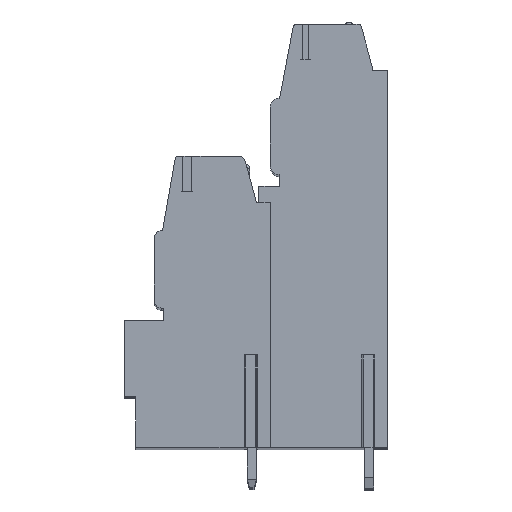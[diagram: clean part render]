
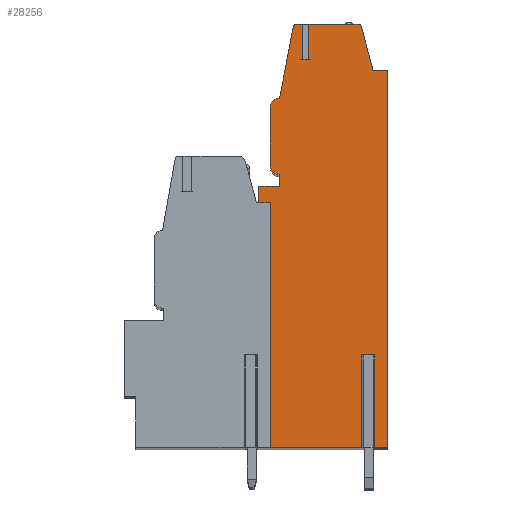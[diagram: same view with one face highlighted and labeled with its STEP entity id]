
A CAD part, top view. The second image highlights one B-rep face of the part: STEP entity #28256.
In plain terms, the highlighted planar face has unit normal (0, 0, 1).
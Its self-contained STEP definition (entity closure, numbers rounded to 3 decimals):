
#13=DIRECTION('',(0.,1.,0.));
#14=VECTOR('',#13,14.45);
#15=CARTESIAN_POINT('',(1.,-19.1,99.06));
#16=LINE('',#15,#14);
#17=DIRECTION('',(0.,-1.,0.));
#18=VECTOR('',#17,1.45);
#19=CARTESIAN_POINT('',(0.,3.5,99.06));
#20=LINE('',#19,#18);
#21=DIRECTION('',(-1.,0.,0.));
#22=VECTOR('',#21,1.8);
#23=CARTESIAN_POINT('',(1.8,3.5,99.06));
#24=LINE('',#23,#22);
#25=DIRECTION('',(0.,-1.,0.));
#26=VECTOR('',#25,1.);
#27=CARTESIAN_POINT('',(1.8,4.5,99.06));
#28=LINE('',#27,#26);
#29=CARTESIAN_POINT('',(1.8,5.3,99.06));
#30=DIRECTION('',(0.,0.,1.));
#31=DIRECTION('',(-1.,0.,0.));
#32=AXIS2_PLACEMENT_3D('',#29,#30,#31);
#34=DIRECTION('',(0.,-1.,0.));
#35=VECTOR('',#34,5.);
#36=CARTESIAN_POINT('',(1.,10.3,99.06));
#37=LINE('',#36,#35);
#38=CARTESIAN_POINT('',(1.8,10.3,99.06));
#39=DIRECTION('',(0.,0.,1.));
#40=DIRECTION('',(0.,1.,0.));
#41=AXIS2_PLACEMENT_3D('',#38,#39,#40);
#43=DIRECTION('',(-0.186,-0.983,0.));
#44=VECTOR('',#43,6.265);
#45=CARTESIAN_POINT('',(2.964,17.256,99.06));
#46=LINE('',#45,#44);
#47=CARTESIAN_POINT('',(3.259,17.2,99.06));
#48=DIRECTION('',(0.,0.,1.));
#49=DIRECTION('',(0.,1.,0.));
#50=AXIS2_PLACEMENT_3D('',#47,#48,#49);
#52=DIRECTION('',(-1.,0.,0.));
#53=VECTOR('',#52,0.551);
#54=CARTESIAN_POINT('',(3.81,17.5,99.06));
#55=LINE('',#54,#53);
#56=DIRECTION('',(0.,-1.,0.));
#57=VECTOR('',#56,3.05);
#58=CARTESIAN_POINT('',(3.81,17.5,99.06));
#59=LINE('',#58,#57);
#60=DIRECTION('',(1.,0.,0.));
#61=VECTOR('',#60,0.5);
#62=CARTESIAN_POINT('',(3.81,14.45,99.06));
#63=LINE('',#62,#61);
#64=DIRECTION('',(0.,-1.,0.));
#65=VECTOR('',#64,3.05);
#66=CARTESIAN_POINT('',(4.31,17.5,99.06));
#67=LINE('',#66,#65);
#68=DIRECTION('',(-1.,0.,0.));
#69=VECTOR('',#68,4.27);
#70=CARTESIAN_POINT('',(8.58,17.5,99.06));
#71=LINE('',#70,#69);
#72=CARTESIAN_POINT('',(8.58,17.2,99.06));
#73=DIRECTION('',(0.,0.,1.));
#74=DIRECTION('',(0.965,0.261,0.));
#75=AXIS2_PLACEMENT_3D('',#72,#73,#74);
#77=DIRECTION('',(-0.261,0.965,0.));
#78=VECTOR('',#77,3.539);
#79=CARTESIAN_POINT('',(9.792,13.861,99.06));
#80=LINE('',#79,#78);
#81=DIRECTION('',(-0.035,0.999,0.));
#82=VECTOR('',#81,0.361);
#83=CARTESIAN_POINT('',(9.805,13.5,99.06));
#84=LINE('',#83,#82);
#85=DIRECTION('',(-1.,0.,0.));
#86=VECTOR('',#85,1.355);
#87=CARTESIAN_POINT('',(11.16,13.5,99.06));
#88=LINE('',#87,#86);
#89=DIRECTION('',(0.,1.,0.));
#90=VECTOR('',#89,32.6);
#91=CARTESIAN_POINT('',(11.16,-19.1,99.06));
#92=LINE('',#91,#90);
#93=DIRECTION('',(1.,0.,0.));
#94=VECTOR('',#93,1.39);
#95=CARTESIAN_POINT('',(9.77,-19.1,99.06));
#96=LINE('',#95,#94);
#97=DIRECTION('',(0.,1.,0.));
#98=VECTOR('',#97,8.);
#99=CARTESIAN_POINT('',(9.77,-19.1,99.06));
#100=LINE('',#99,#98);
#101=DIRECTION('',(-1.,0.,0.));
#102=VECTOR('',#101,0.62);
#103=CARTESIAN_POINT('',(9.77,-11.1,99.06));
#104=LINE('',#103,#102);
#105=DIRECTION('',(0.,1.,0.));
#106=VECTOR('',#105,8.);
#107=CARTESIAN_POINT('',(9.15,-19.1,99.06));
#108=LINE('',#107,#106);
#109=DIRECTION('',(1.,0.,0.));
#110=VECTOR('',#109,8.15);
#111=CARTESIAN_POINT('',(1.,-19.1,99.06));
#112=LINE('',#111,#110);
#133=DIRECTION('',(-1.,0.,0.));
#134=VECTOR('',#133,1.195);
#135=CARTESIAN_POINT('',(1.,-4.65,99.06));
#136=LINE('',#135,#134);
#141=DIRECTION('',(-1.,0.,0.));
#142=VECTOR('',#141,0.195);
#143=CARTESIAN_POINT('',(0.,2.05,99.06));
#144=LINE('',#143,#142);
#941=DIRECTION('',(0.,-1.,0.));
#942=VECTOR('',#941,6.7);
#943=CARTESIAN_POINT('',(-0.195,2.05,99.06));
#944=LINE('',#943,#942);
#22201=CARTESIAN_POINT('',(11.16,-19.1,99.06));
#22202=CARTESIAN_POINT('',(11.16,13.5,99.06));
#22203=VERTEX_POINT('',#22201);
#22204=VERTEX_POINT('',#22202);
#22205=CARTESIAN_POINT('',(9.805,13.5,99.06));
#22206=VERTEX_POINT('',#22205);
#22207=CARTESIAN_POINT('',(9.792,13.861,99.06));
#22208=VERTEX_POINT('',#22207);
#22209=CARTESIAN_POINT('',(8.87,17.278,99.06));
#22210=VERTEX_POINT('',#22209);
#22211=CARTESIAN_POINT('',(8.58,17.5,99.06));
#22212=VERTEX_POINT('',#22211);
#22213=CARTESIAN_POINT('',(3.259,17.5,99.06));
#22214=CARTESIAN_POINT('',(2.964,17.256,99.06));
#22215=VERTEX_POINT('',#22213);
#22216=VERTEX_POINT('',#22214);
#22217=CARTESIAN_POINT('',(1.8,11.1,99.06));
#22218=VERTEX_POINT('',#22217);
#22219=CARTESIAN_POINT('',(1.,10.3,99.06));
#22220=VERTEX_POINT('',#22219);
#22221=CARTESIAN_POINT('',(1.,5.3,99.06));
#22222=VERTEX_POINT('',#22221);
#22223=CARTESIAN_POINT('',(1.8,4.5,99.06));
#22224=VERTEX_POINT('',#22223);
#22225=CARTESIAN_POINT('',(1.8,3.5,99.06));
#22226=VERTEX_POINT('',#22225);
#22227=CARTESIAN_POINT('',(0.,3.5,99.06));
#22228=VERTEX_POINT('',#22227);
#22333=CARTESIAN_POINT('',(1.,-19.1,99.06));
#22334=VERTEX_POINT('',#22333);
#22359=CARTESIAN_POINT('',(9.77,-11.1,99.06));
#22360=CARTESIAN_POINT('',(9.15,-11.1,99.06));
#22361=VERTEX_POINT('',#22359);
#22362=VERTEX_POINT('',#22360);
#22363=CARTESIAN_POINT('',(9.77,-19.1,99.06));
#22364=VERTEX_POINT('',#22363);
#22365=CARTESIAN_POINT('',(9.15,-19.1,99.06));
#22366=VERTEX_POINT('',#22365);
#22403=CARTESIAN_POINT('',(3.81,14.45,99.06));
#22404=CARTESIAN_POINT('',(4.31,14.45,99.06));
#22405=VERTEX_POINT('',#22403);
#22406=VERTEX_POINT('',#22404);
#22407=CARTESIAN_POINT('',(4.31,17.5,99.06));
#22408=VERTEX_POINT('',#22407);
#22409=CARTESIAN_POINT('',(3.81,17.5,99.06));
#22410=VERTEX_POINT('',#22409);
#22795=CARTESIAN_POINT('',(-0.195,-4.65,99.06));
#22797=VERTEX_POINT('',#22795);
#22799=CARTESIAN_POINT('',(0.,2.05,99.06));
#22800=CARTESIAN_POINT('',(-0.195,2.05,99.06));
#22801=VERTEX_POINT('',#22799);
#22802=VERTEX_POINT('',#22800);
#22807=CARTESIAN_POINT('',(1.,-4.65,99.06));
#22809=VERTEX_POINT('',#22807);
#28195=CARTESIAN_POINT('',(0.,0.,99.06));
#28196=DIRECTION('',(0.,0.,1.));
#28197=DIRECTION('',(1.,0.,0.));
#28198=AXIS2_PLACEMENT_3D('',#28195,#28196,#28197);
#28199=PLANE('',#28198);
#28201=ORIENTED_EDGE('',*,*,#28200,.T.);
#28203=ORIENTED_EDGE('',*,*,#28202,.T.);
#28205=ORIENTED_EDGE('',*,*,#28204,.F.);
#28207=ORIENTED_EDGE('',*,*,#28206,.F.);
#28209=ORIENTED_EDGE('',*,*,#28208,.F.);
#28211=ORIENTED_EDGE('',*,*,#28210,.F.);
#28213=ORIENTED_EDGE('',*,*,#28212,.F.);
#28215=ORIENTED_EDGE('',*,*,#28214,.F.);
#28217=ORIENTED_EDGE('',*,*,#28216,.F.);
#28219=ORIENTED_EDGE('',*,*,#28218,.F.);
#28221=ORIENTED_EDGE('',*,*,#28220,.F.);
#28223=ORIENTED_EDGE('',*,*,#28222,.F.);
#28225=ORIENTED_EDGE('',*,*,#28224,.F.);
#28227=ORIENTED_EDGE('',*,*,#28226,.T.);
#28229=ORIENTED_EDGE('',*,*,#28228,.T.);
#28231=ORIENTED_EDGE('',*,*,#28230,.F.);
#28233=ORIENTED_EDGE('',*,*,#28232,.F.);
#28235=ORIENTED_EDGE('',*,*,#28234,.F.);
#28237=ORIENTED_EDGE('',*,*,#28236,.F.);
#28239=ORIENTED_EDGE('',*,*,#28238,.F.);
#28241=ORIENTED_EDGE('',*,*,#28240,.F.);
#28243=ORIENTED_EDGE('',*,*,#28242,.F.);
#28245=ORIENTED_EDGE('',*,*,#28244,.F.);
#28247=ORIENTED_EDGE('',*,*,#28246,.T.);
#28249=ORIENTED_EDGE('',*,*,#28248,.T.);
#28251=ORIENTED_EDGE('',*,*,#28250,.F.);
#28253=ORIENTED_EDGE('',*,*,#28252,.F.);
#28254=EDGE_LOOP('',(#28201,#28203,#28205,#28207,#28209,#28211,#28213,#28215,
#28217,#28219,#28221,#28223,#28225,#28227,#28229,#28231,#28233,#28235,#28237,
#28239,#28241,#28243,#28245,#28247,#28249,#28251,#28253));
#28255=FACE_OUTER_BOUND('',#28254,.F.);
#33=CIRCLE('',#32,0.8);
#42=CIRCLE('',#41,0.8);
#51=CIRCLE('',#50,0.3);
#76=CIRCLE('',#75,0.3);
#28200=EDGE_CURVE('',#22334,#22809,#16,.T.);
#28202=EDGE_CURVE('',#22809,#22797,#136,.T.);
#28204=EDGE_CURVE('',#22802,#22797,#944,.T.);
#28206=EDGE_CURVE('',#22801,#22802,#144,.T.);
#28208=EDGE_CURVE('',#22228,#22801,#20,.T.);
#28210=EDGE_CURVE('',#22226,#22228,#24,.T.);
#28212=EDGE_CURVE('',#22224,#22226,#28,.T.);
#28214=EDGE_CURVE('',#22222,#22224,#33,.T.);
#28216=EDGE_CURVE('',#22220,#22222,#37,.T.);
#28218=EDGE_CURVE('',#22218,#22220,#42,.T.);
#28220=EDGE_CURVE('',#22216,#22218,#46,.T.);
#28222=EDGE_CURVE('',#22215,#22216,#51,.T.);
#28224=EDGE_CURVE('',#22410,#22215,#55,.T.);
#28226=EDGE_CURVE('',#22410,#22405,#59,.T.);
#28228=EDGE_CURVE('',#22405,#22406,#63,.T.);
#28230=EDGE_CURVE('',#22408,#22406,#67,.T.);
#28232=EDGE_CURVE('',#22212,#22408,#71,.T.);
#28234=EDGE_CURVE('',#22210,#22212,#76,.T.);
#28236=EDGE_CURVE('',#22208,#22210,#80,.T.);
#28238=EDGE_CURVE('',#22206,#22208,#84,.T.);
#28240=EDGE_CURVE('',#22204,#22206,#88,.T.);
#28242=EDGE_CURVE('',#22203,#22204,#92,.T.);
#28244=EDGE_CURVE('',#22364,#22203,#96,.T.);
#28246=EDGE_CURVE('',#22364,#22361,#100,.T.);
#28248=EDGE_CURVE('',#22361,#22362,#104,.T.);
#28250=EDGE_CURVE('',#22366,#22362,#108,.T.);
#28252=EDGE_CURVE('',#22334,#22366,#112,.T.);
#28256=ADVANCED_FACE('',(#28255),#28199,.T.);
